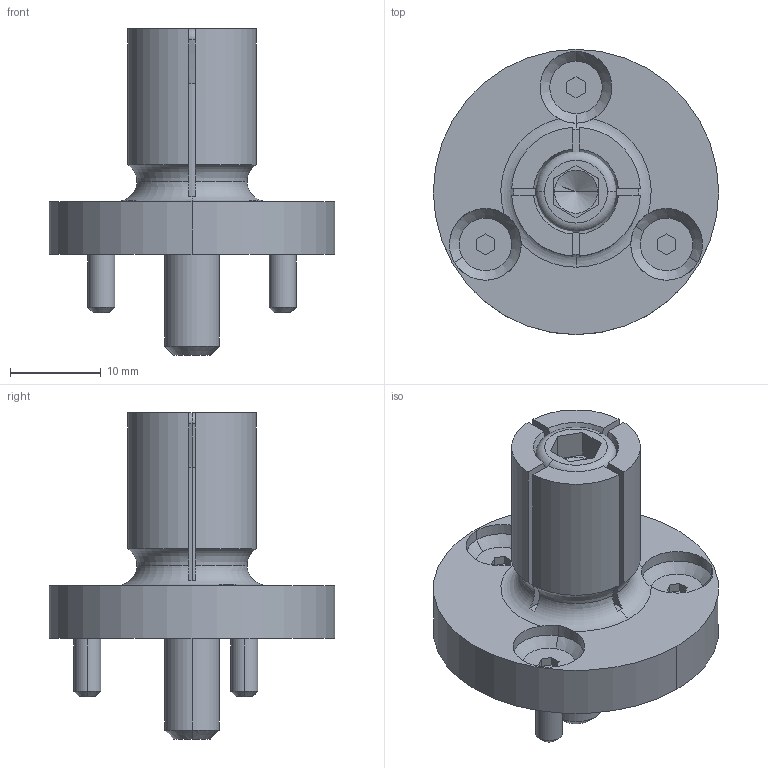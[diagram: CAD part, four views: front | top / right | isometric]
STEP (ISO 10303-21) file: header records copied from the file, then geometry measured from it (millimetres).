
FILE_DESCRIPTION (( 'STEP AP203' ), '1' );
FILE_NAME ('mbid06.STEP', '2019-12-04T04:52:05', ( '' ), ( '' ), 'SwSTEP 2.0', 'SolidWorks 2018', '' );
FILE_SCHEMA (( 'CONFIG_CONTROL_DESIGN' ));
Length unit declared in the file: millimetre
Products named in the file (6): mbid06_05; mbid06_04; mbid06_03; mbid06; mbid06_02; mbid06_01
Assembly tree (5 placements, depth 2):
  mbid06
    mbid06_01
    mbid06_02
    mbid06_03
    mbid06_04
    mbid06_05
Bounding box: 31.5 x 31.5 x 36 mm (x, y, z)
Volume: 7187 mm3; surface area: 5298.1 mm2
Topology: 5 solids, 5 shells, 133 faces, 328 edges, 206 vertices
Faces by surface type: plane 59, cylinder 38, cone 28, torus 8
Entity records: 4714 total; most frequent: CARTESIAN_POINT 889, DIRECTION 700, ORIENTED_EDGE 652, EDGE_CURVE 326, AXIS2_PLACEMENT_3D 263, VERTEX_POINT 206, VECTOR 174, LINE 174
